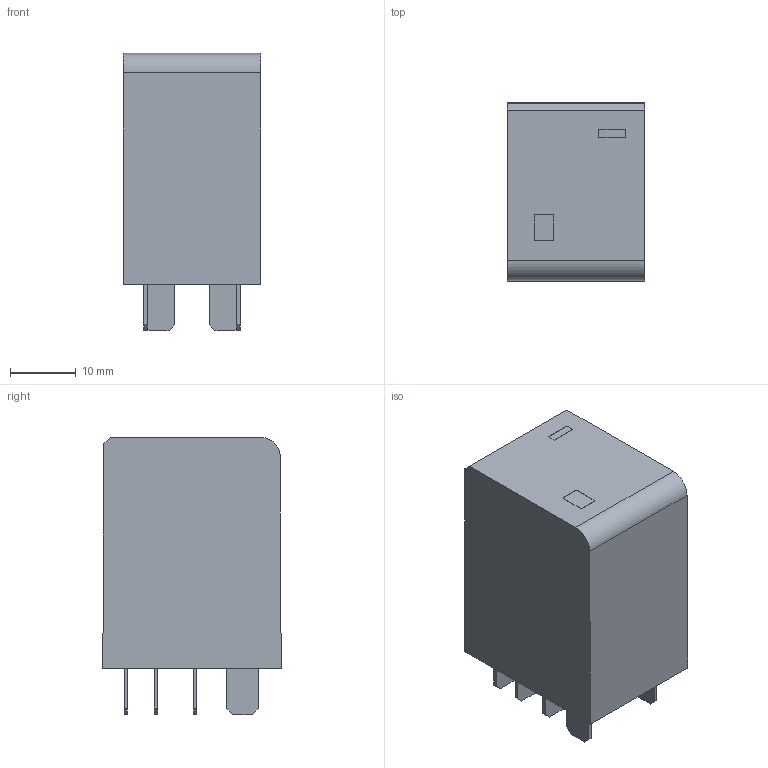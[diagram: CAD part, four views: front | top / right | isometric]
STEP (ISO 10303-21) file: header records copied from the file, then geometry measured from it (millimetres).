
FILE_DESCRIPTION(('CATIA V5R24 STEP','CAx-IF Rec.Pracs.--- Model Styling and Organization---1.2---2011-12-15'),'2;1');
FILE_NAME ('6830327_5', '2017-12-07T12:42:00+00:00', ('Weidmueller Interface'), ('Weidmueller'), 'CATIA Version 5-6 Release 2014 SP4', 'CATIA V5 STEP AP214', 'none');
FILE_SCHEMA(('AUTOMOTIVE_DESIGN { 1 0 10303 214 1 1 1 1 }'));
Length unit declared in the file: millimetre
Products named in the file (1): S3D_DRL170_DRL270_XXX
Bounding box: 21 x 27.21 x 42.3 mm (x, y, z)
Volume: 20081.3 mm3; surface area: 5100.2 mm2
Topology: 9 solids, 9 shells, 86 faces, 204 edges, 138 vertices
Faces by surface type: plane 81, extrusion 4, cylinder 1
Entity records: 2428 total; most frequent: CARTESIAN_POINT 462, ORIENTED_EDGE 408, DIRECTION 295, EDGE_CURVE 204, VECTOR 193, LINE 189, VERTEX_POINT 138, EDGE_LOOP 88
